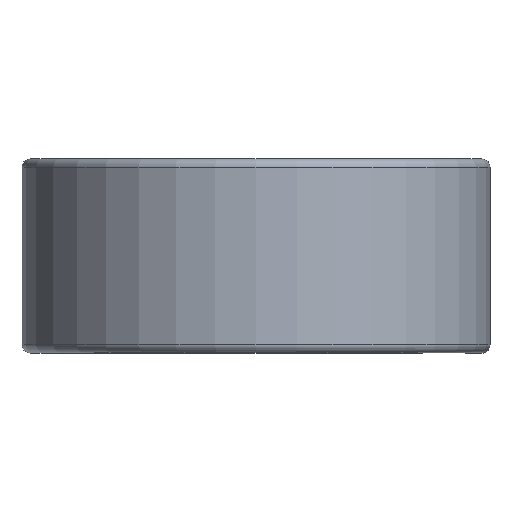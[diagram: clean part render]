
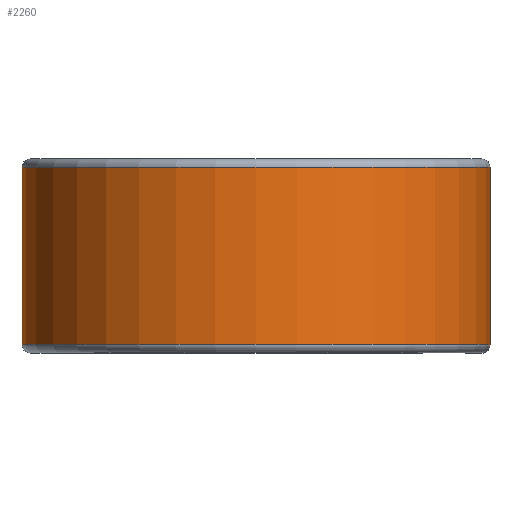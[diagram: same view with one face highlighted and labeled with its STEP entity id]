
A CAD part, top view. The second image highlights one B-rep face of the part: STEP entity #2260.
In plain terms, the highlighted cylindrical face has radius 21.057 mm (diameter 42.113 mm), a partial arc.
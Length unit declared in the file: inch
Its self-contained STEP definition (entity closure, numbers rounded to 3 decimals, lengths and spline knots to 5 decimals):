
#94 = AXIS2_PLACEMENT_3D ( 'NONE', #852, #884, #948 ) ;
#104 = ORIENTED_EDGE ( 'NONE', *, *, #226, .F. ) ;
#123 = EDGE_LOOP ( 'NONE', ( #246, #322, #793, #104 ) ) ;
#135 = DIRECTION ( 'NONE',  ( 0., -1., 0. ) ) ;
#158 = CARTESIAN_POINT ( 'NONE',  ( 0., 0.3125, 0. ) ) ;
#226 = EDGE_CURVE ( 'NONE', #360, #1148, #944, .T. ) ;
#246 = ORIENTED_EDGE ( 'NONE', *, *, #1459, .T. ) ;
#322 = ORIENTED_EDGE ( 'NONE', *, *, #1917, .T. ) ;
#355 = FACE_OUTER_BOUND ( 'NONE', #123, .T. ) ;
#360 = VERTEX_POINT ( 'NONE', #1099 ) ;
#363 = DIRECTION ( 'NONE',  ( 0., 1., 0. ) ) ;
#498 = CARTESIAN_POINT ( 'NONE',  ( 0.829, 0.31375, 0. ) ) ;
#759 = DIRECTION ( 'NONE',  ( 0., -1., 0. ) ) ;
#776 = CARTESIAN_POINT ( 'NONE',  ( 0., 0.31375, -0.829 ) ) ;
#793 = ORIENTED_EDGE ( 'NONE', *, *, #826, .F. ) ;
#826 = EDGE_CURVE ( 'NONE', #1148, #1538, #2337, .T. ) ;
#852 = CARTESIAN_POINT ( 'NONE',  ( 0., -0.31375, 0. ) ) ;
#884 = DIRECTION ( 'NONE',  ( 0., -1., 0. ) ) ;
#923 = VECTOR ( 'NONE', #2186, 39.37008 ) ;
#944 = CIRCLE ( 'NONE', #94, 0.829 ) ;
#948 = DIRECTION ( 'NONE',  ( 0., 0., -1. ) ) ;
#1033 = CARTESIAN_POINT ( 'NONE',  ( 0.829, 0.31375, 0. ) ) ;
#1099 = CARTESIAN_POINT ( 'NONE',  ( 0.829, -0.31375, 0. ) ) ;
#1148 = VERTEX_POINT ( 'NONE', #2073 ) ;
#1304 = CARTESIAN_POINT ( 'NONE',  ( 0., 0.31375, -0.829 ) ) ;
#1385 = LINE ( 'NONE', #498, #923 ) ;
#1459 = EDGE_CURVE ( 'NONE', #360, #2036, #1385, .T. ) ;
#1538 = VERTEX_POINT ( 'NONE', #1304 ) ;
#1570 = CIRCLE ( 'NONE', #2143, 0.829 ) ;
#1740 = DIRECTION ( 'NONE',  ( 0., 0., -1. ) ) ;
#1873 = CARTESIAN_POINT ( 'NONE',  ( 0., 0.31375, 0. ) ) ;
#1917 = EDGE_CURVE ( 'NONE', #2036, #1538, #1570, .T. ) ;
#1968 = VECTOR ( 'NONE', #363, 39.37008 ) ;
#2019 = AXIS2_PLACEMENT_3D ( 'NONE', #158, #135, #1740 ) ;
#2036 = VERTEX_POINT ( 'NONE', #1033 ) ;
#2037 = DIRECTION ( 'NONE',  ( 0., 0., -1. ) ) ;
#2073 = CARTESIAN_POINT ( 'NONE',  ( 0., -0.31375, -0.829 ) ) ;
#2143 = AXIS2_PLACEMENT_3D ( 'NONE', #1873, #759, #2037 ) ;
#2186 = DIRECTION ( 'NONE',  ( 0., 1., 0. ) ) ;
#2243 = CYLINDRICAL_SURFACE ( 'NONE', #2019, 0.829 ) ;
#2260 = ADVANCED_FACE ( 'NONE', ( #355 ), #2243, .T. ) ;
#2337 = LINE ( 'NONE', #776, #1968 ) ;
